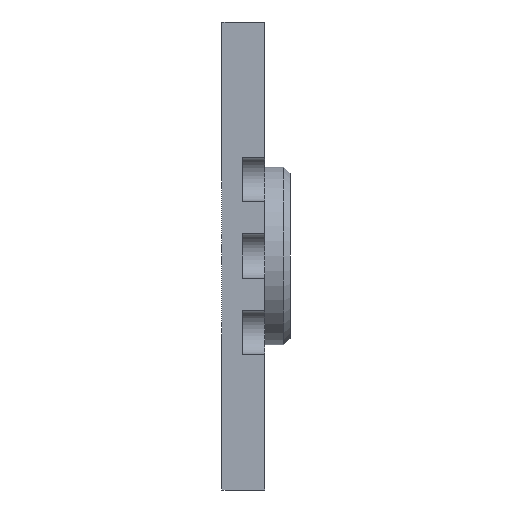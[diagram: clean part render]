
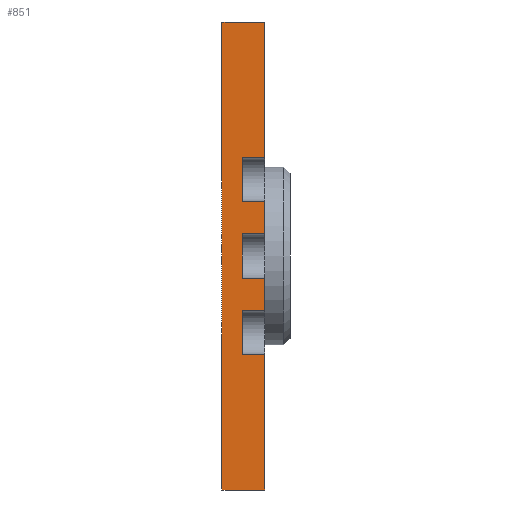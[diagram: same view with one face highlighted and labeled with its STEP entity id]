
A CAD part, left-side view. The second image highlights one B-rep face of the part: STEP entity #851.
In plain terms, the highlighted planar face has unit normal (-1, 0, 0).
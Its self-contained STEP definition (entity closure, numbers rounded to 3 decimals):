
#54=PLANE('',#943);
#114=FACE_OUTER_BOUND('',#165,.T.);
#165=EDGE_LOOP('',(#749,#750,#751,#752,#753,#754,#755,#756,#757,#758,#759,
#760,#761,#762,#763,#764));
#185=LINE('',#1233,#269);
#189=LINE('',#1242,#273);
#191=LINE('',#1249,#275);
#215=LINE('',#1320,#299);
#219=LINE('',#1329,#303);
#221=LINE('',#1336,#305);
#235=LINE('',#1378,#319);
#239=LINE('',#1387,#323);
#241=LINE('',#1394,#325);
#244=LINE('',#1401,#328);
#255=LINE('',#1419,#339);
#256=LINE('',#1421,#340);
#257=LINE('',#1422,#341);
#258=LINE('',#1423,#342);
#259=LINE('',#1424,#343);
#260=LINE('',#1425,#344);
#269=VECTOR('',#1000,10.);
#273=VECTOR('',#1008,10.);
#275=VECTOR('',#1016,10.);
#299=VECTOR('',#1084,10.);
#303=VECTOR('',#1092,10.);
#305=VECTOR('',#1100,10.);
#319=VECTOR('',#1140,10.);
#323=VECTOR('',#1148,10.);
#325=VECTOR('',#1156,10.);
#328=VECTOR('',#1161,10.);
#339=VECTOR('',#1176,10.);
#340=VECTOR('',#1179,10.);
#341=VECTOR('',#1180,10.);
#342=VECTOR('',#1181,10.);
#343=VECTOR('',#1182,10.);
#344=VECTOR('',#1183,10.);
#389=VERTEX_POINT('',#1229);
#391=VERTEX_POINT('',#1232);
#394=VERTEX_POINT('',#1240);
#396=VERTEX_POINT('',#1248);
#419=VERTEX_POINT('',#1316);
#421=VERTEX_POINT('',#1319);
#424=VERTEX_POINT('',#1327);
#426=VERTEX_POINT('',#1335);
#439=VERTEX_POINT('',#1374);
#441=VERTEX_POINT('',#1377);
#444=VERTEX_POINT('',#1385);
#446=VERTEX_POINT('',#1393);
#447=VERTEX_POINT('',#1397);
#449=VERTEX_POINT('',#1400);
#453=VERTEX_POINT('',#1415);
#454=VERTEX_POINT('',#1417);
#474=EDGE_CURVE('',#389,#391,#185,.T.);
#479=EDGE_CURVE('',#394,#389,#189,.T.);
#482=EDGE_CURVE('',#396,#391,#191,.T.);
#516=EDGE_CURVE('',#419,#421,#215,.T.);
#521=EDGE_CURVE('',#424,#419,#219,.T.);
#524=EDGE_CURVE('',#426,#421,#221,.T.);
#544=EDGE_CURVE('',#439,#441,#235,.T.);
#549=EDGE_CURVE('',#444,#439,#239,.T.);
#552=EDGE_CURVE('',#446,#441,#241,.T.);
#555=EDGE_CURVE('',#447,#449,#244,.T.);
#566=EDGE_CURVE('',#453,#454,#255,.T.);
#567=EDGE_CURVE('',#394,#453,#256,.T.);
#568=EDGE_CURVE('',#449,#454,#257,.T.);
#569=EDGE_CURVE('',#447,#446,#258,.T.);
#570=EDGE_CURVE('',#444,#426,#259,.T.);
#571=EDGE_CURVE('',#424,#396,#260,.T.);
#749=ORIENTED_EDGE('',*,*,#567,.T.);
#750=ORIENTED_EDGE('',*,*,#566,.T.);
#751=ORIENTED_EDGE('',*,*,#568,.F.);
#752=ORIENTED_EDGE('',*,*,#555,.F.);
#753=ORIENTED_EDGE('',*,*,#569,.T.);
#754=ORIENTED_EDGE('',*,*,#552,.T.);
#755=ORIENTED_EDGE('',*,*,#544,.F.);
#756=ORIENTED_EDGE('',*,*,#549,.F.);
#757=ORIENTED_EDGE('',*,*,#570,.T.);
#758=ORIENTED_EDGE('',*,*,#524,.T.);
#759=ORIENTED_EDGE('',*,*,#516,.F.);
#760=ORIENTED_EDGE('',*,*,#521,.F.);
#761=ORIENTED_EDGE('',*,*,#571,.T.);
#762=ORIENTED_EDGE('',*,*,#482,.T.);
#763=ORIENTED_EDGE('',*,*,#474,.F.);
#764=ORIENTED_EDGE('',*,*,#479,.F.);
#851=ADVANCED_FACE('',(#114),#54,.T.);
#943=AXIS2_PLACEMENT_3D('',#1420,#1177,#1178);
#1000=DIRECTION('',(0.,0.,-1.));
#1008=DIRECTION('',(0.,1.,0.));
#1016=DIRECTION('',(0.,1.,0.));
#1084=DIRECTION('',(0.,0.,-1.));
#1092=DIRECTION('',(0.,1.,0.));
#1100=DIRECTION('',(0.,1.,0.));
#1140=DIRECTION('',(0.,0.,-1.));
#1148=DIRECTION('',(0.,1.,0.));
#1156=DIRECTION('',(0.,1.,0.));
#1161=DIRECTION('',(0.,1.,0.));
#1176=DIRECTION('',(0.,1.,0.));
#1177=DIRECTION('center_axis',(-1.,0.,0.));
#1178=DIRECTION('ref_axis',(0.,0.,
1.));
#1179=DIRECTION('',(0.,0.,1.));
#1180=DIRECTION('',(0.,0.,1.));
#1181=DIRECTION('',(0.,0.,1.));
#1182=DIRECTION('',(0.,0.,1.));
#1183=DIRECTION('',(0.,0.,1.));
#1229=CARTESIAN_POINT('',(-46.5,-12.4,-138.4));
#1232=CARTESIAN_POINT('',(-46.5,-12.4,-143.6));
#1233=CARTESIAN_POINT('',(-46.5,-12.4,-146.8));
#1240=CARTESIAN_POINT('',(-46.5,-15.,-138.4));
#1242=CARTESIAN_POINT('',(-46.5,-15.,-138.4));
#1248=CARTESIAN_POINT('',(-46.5,-15.,-143.6));
#1249=CARTESIAN_POINT('',(-46.5,-15.,-143.6));
#1316=CARTESIAN_POINT('',(-46.5,-12.4,-147.4));
#1319=CARTESIAN_POINT('',(-46.5,-12.4,-152.6));
#1320=CARTESIAN_POINT('',(-46.5,-12.4,-151.3));
#1327=CARTESIAN_POINT('',(-46.5,-15.,-147.4));
#1329=CARTESIAN_POINT('',(-46.5,-15.,-147.4));
#1335=CARTESIAN_POINT('',(-46.5,-15.,-152.6));
#1336=CARTESIAN_POINT('',(-46.5,-15.,-152.6));
#1374=CARTESIAN_POINT('',(-46.5,-12.4,-156.4));
#1377=CARTESIAN_POINT('',(-46.5,-12.4,-161.6));
#1378=CARTESIAN_POINT('',(-46.5,-12.4,-155.8));
#1385=CARTESIAN_POINT('',(-46.5,-15.,-156.4));
#1387=CARTESIAN_POINT('',(-46.5,-15.,-156.4));
#1393=CARTESIAN_POINT('',(-46.5,-15.,-161.6));
#1394=CARTESIAN_POINT('',(-46.5,-15.,-161.6));
#1397=CARTESIAN_POINT('',(-46.5,-15.,-177.5));
#1400=CARTESIAN_POINT('',(-46.5,-10.,-177.5));
#1401=CARTESIAN_POINT('',(-46.5,-15.,-177.5));
#1415=CARTESIAN_POINT('',(-46.5,-15.,-122.5));
#1417=CARTESIAN_POINT('',(-46.5,-10.,-122.5));
#1419=CARTESIAN_POINT('',(-46.5,-15.,-122.5));
#1420=CARTESIAN_POINT('Origin',(-46.5,-15.,-138.4));
#1421=CARTESIAN_POINT('',(-46.5,-15.,-209.24));
#1422=CARTESIAN_POINT('',(-46.5,-10.,-209.24));
#1423=CARTESIAN_POINT('',(-46.5,-15.,-209.24));
#1424=CARTESIAN_POINT('',(-46.5,-15.,-209.24));
#1425=CARTESIAN_POINT('',(-46.5,-15.,-209.24));
